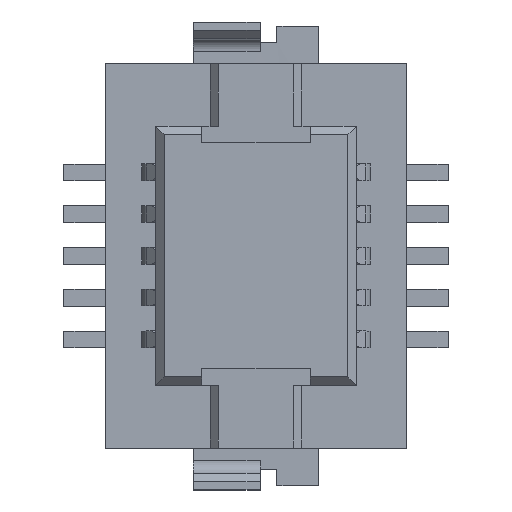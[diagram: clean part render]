
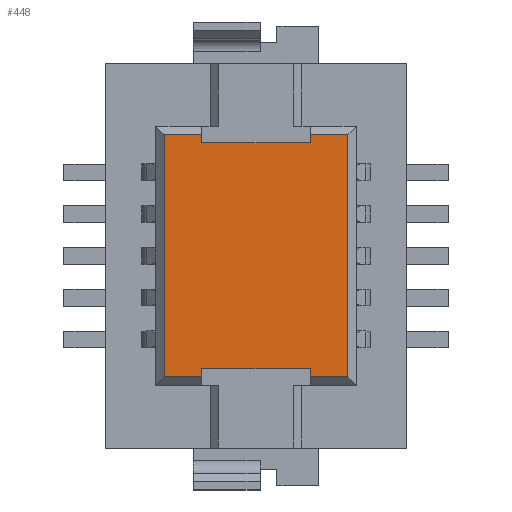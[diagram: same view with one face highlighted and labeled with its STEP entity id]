
A CAD part, top view. The second image highlights one B-rep face of the part: STEP entity #448.
In plain terms, the highlighted planar face has unit normal (0, 0, 1).
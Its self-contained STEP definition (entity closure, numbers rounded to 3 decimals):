
#448 = ADVANCED_FACE( '', ( #1211 ), #1212, .T. );
#1211 = FACE_OUTER_BOUND( '', #2302, .T. );
#1212 = PLANE( '', #2303 );
#2302 = EDGE_LOOP( '', ( #3582, #3583, #3584, #3585, #3586, #3587, #3588, #3589, #3590, #3591, #3592, #3593 ) );
#2303 = AXIS2_PLACEMENT_3D( '', #3594, #3595, #3596 );
#3582 = ORIENTED_EDGE( '', *, *, #6889, .T. );
#3583 = ORIENTED_EDGE( '', *, *, #6890, .T. );
#3584 = ORIENTED_EDGE( '', *, *, #6891, .T. );
#3585 = ORIENTED_EDGE( '', *, *, #6892, .T. );
#3586 = ORIENTED_EDGE( '', *, *, #6893, .T. );
#3587 = ORIENTED_EDGE( '', *, *, #6894, .T. );
#3588 = ORIENTED_EDGE( '', *, *, #6745, .F. );
#3589 = ORIENTED_EDGE( '', *, *, #6895, .T. );
#3590 = ORIENTED_EDGE( '', *, *, #6896, .T. );
#3591 = ORIENTED_EDGE( '', *, *, #6868, .T. );
#3592 = ORIENTED_EDGE( '', *, *, #6897, .T. );
#3593 = ORIENTED_EDGE( '', *, *, #6898, .T. );
#3594 = CARTESIAN_POINT( '', ( 1.5, -1.1, 2.2 ) );
#3595 = DIRECTION( '', ( 0., 0., 1. ) );
#3596 = DIRECTION( '', ( 0., 1., 0. ) );
#6745 = EDGE_CURVE( '', #8133, #8134, #8135, .T. );
#6868 = EDGE_CURVE( '', #8344, #8349, #8351, .T. );
#6889 = EDGE_CURVE( '', #8386, #8387, #8388, .T. );
#6890 = EDGE_CURVE( '', #8387, #8389, #8390, .T. );
#6891 = EDGE_CURVE( '', #8389, #8391, #8392, .T. );
#6892 = EDGE_CURVE( '', #8391, #8393, #8394, .T. );
#6893 = EDGE_CURVE( '', #8393, #8395, #8396, .T. );
#6894 = EDGE_CURVE( '', #8395, #8134, #8397, .T. );
#6895 = EDGE_CURVE( '', #8133, #8398, #8399, .T. );
#6896 = EDGE_CURVE( '', #8398, #8344, #8400, .T. );
#6897 = EDGE_CURVE( '', #8349, #8401, #8402, .T. );
#6898 = EDGE_CURVE( '', #8401, #8386, #8403, .T. );
#8133 = VERTEX_POINT( '', #10175 );
#8134 = VERTEX_POINT( '', #10176 );
#8135 = LINE( '', #10177, #10178 );
#8344 = VERTEX_POINT( '', #10475 );
#8349 = VERTEX_POINT( '', #10482 );
#8351 = LINE( '', #10485, #10486 );
#8386 = VERTEX_POINT( '', #10534 );
#8387 = VERTEX_POINT( '', #10535 );
#8388 = LINE( '', #10536, #10537 );
#8389 = VERTEX_POINT( '', #10538 );
#8390 = LINE( '', #10539, #10540 );
#8391 = VERTEX_POINT( '', #10541 );
#8392 = LINE( '', #10542, #10543 );
#8393 = VERTEX_POINT( '', #10544 );
#8394 = LINE( '', #10545, #10546 );
#8395 = VERTEX_POINT( '', #10547 );
#8396 = LINE( '', #10548, #10549 );
#8397 = LINE( '', #10550, #10551 );
#8398 = VERTEX_POINT( '', #10552 );
#8399 = LINE( '', #10553, #10554 );
#8400 = LINE( '', #10555, #10556 );
#8401 = VERTEX_POINT( '', #10557 );
#8402 = LINE( '', #10558, #10559 );
#8403 = LINE( '', #10560, #10561 );
#10175 = CARTESIAN_POINT( '', ( -1.1, -1.45, 2.2 ) );
#10176 = CARTESIAN_POINT( '', ( -1.1, 1.45, 2.2 ) );
#10177 = CARTESIAN_POINT( '', ( -1.1, 1.4, 2.2 ) );
#10178 = VECTOR( '', #13010, 1000. );
#10475 = CARTESIAN_POINT( '', ( -0.65, -1.35, 2.2 ) );
#10482 = CARTESIAN_POINT( '', ( 0.65, -1.35, 2.2 ) );
#10485 = CARTESIAN_POINT( '', ( 1.5, -1.35, 2.2 ) );
#10486 = VECTOR( '', #13132, 1000. );
#10534 = CARTESIAN_POINT( '', ( 1.1, -1.45, 2.2 ) );
#10535 = CARTESIAN_POINT( '', ( 1.1, 1.45, 2.2 ) );
#10536 = CARTESIAN_POINT( '', ( 1.1, 1.4, 2.2 ) );
#10537 = VECTOR( '', #13152, 1000. );
#10538 = CARTESIAN_POINT( '', ( 0.65, 1.45, 2.2 ) );
#10539 = CARTESIAN_POINT( '', ( 0.875, 1.45, 2.2 ) );
#10540 = VECTOR( '', #13153, 1000. );
#10541 = CARTESIAN_POINT( '', ( 0.65, 1.35, 2.2 ) );
#10542 = CARTESIAN_POINT( '', ( 0.65, -1.1, 2.2 ) );
#10543 = VECTOR( '', #13154, 1000. );
#10544 = CARTESIAN_POINT( '', ( -0.65, 1.35, 2.2 ) );
#10545 = CARTESIAN_POINT( '', ( 1.5, 1.35, 2.2 ) );
#10546 = VECTOR( '', #13155, 1000. );
#10547 = CARTESIAN_POINT( '', ( -0.65, 1.45, 2.2 ) );
#10548 = CARTESIAN_POINT( '', ( -0.65, -1.1, 2.2 ) );
#10549 = VECTOR( '', #13156, 1000. );
#10550 = CARTESIAN_POINT( '', ( -0.875, 1.45, 2.2 ) );
#10551 = VECTOR( '', #13157, 1000. );
#10552 = CARTESIAN_POINT( '', ( -0.65, -1.45, 2.2 ) );
#10553 = CARTESIAN_POINT( '', ( -0.875, -1.45, 2.2 ) );
#10554 = VECTOR( '', #13158, 1000. );
#10555 = CARTESIAN_POINT( '', ( -0.65, 1.4, 2.2 ) );
#10556 = VECTOR( '', #13159, 1000. );
#10557 = CARTESIAN_POINT( '', ( 0.65, -1.45, 2.2 ) );
#10558 = CARTESIAN_POINT( '', ( 0.65, 1.4, 2.2 ) );
#10559 = VECTOR( '', #13160, 1000. );
#10560 = CARTESIAN_POINT( '', ( 0.875, -1.45, 2.2 ) );
#10561 = VECTOR( '', #13161, 1000. );
#13010 = DIRECTION( '', ( 0., 1., 0. ) );
#13132 = DIRECTION( '', ( 1., 0., 0. ) );
#13152 = DIRECTION( '', ( 0., 1., 0. ) );
#13153 = DIRECTION( '', ( -1., 0., 0. ) );
#13154 = DIRECTION( '', ( 0., -1., 0. ) );
#13155 = DIRECTION( '', ( -1., 0., 0. ) );
#13156 = DIRECTION( '', ( 0., 1., 0. ) );
#13157 = DIRECTION( '', ( -1., 0., 0. ) );
#13158 = DIRECTION( '', ( 1., 0., 0. ) );
#13159 = DIRECTION( '', ( 0., 1., 0. ) );
#13160 = DIRECTION( '', ( 0., -1., 0. ) );
#13161 = DIRECTION( '', ( 1., 0., 0. ) );
